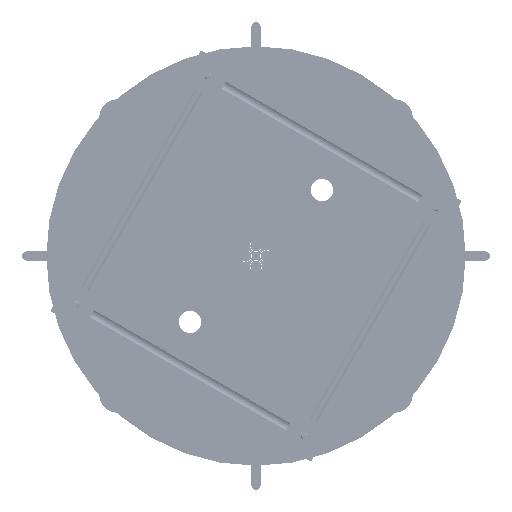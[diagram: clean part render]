
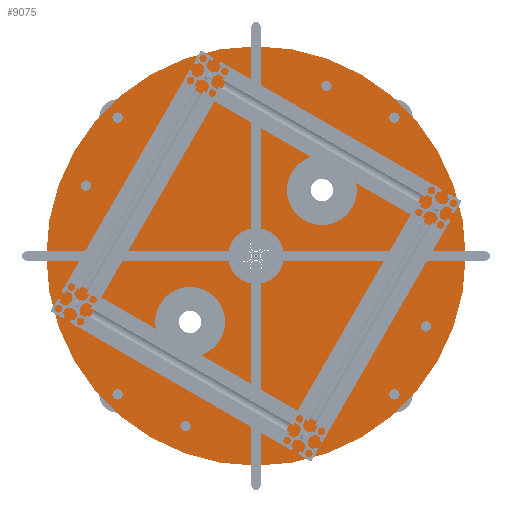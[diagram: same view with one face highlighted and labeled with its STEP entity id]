
A CAD part, front view. The second image highlights one B-rep face of the part: STEP entity #9075.
In plain terms, the highlighted planar face has unit normal (0, -1, 0).
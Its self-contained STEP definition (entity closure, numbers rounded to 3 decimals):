
#950=FACE_BOUND('',#2282,.T.);
#951=FACE_BOUND('',#2283,.T.);
#952=FACE_BOUND('',#2284,.T.);
#953=FACE_BOUND('',#2285,.T.);
#954=FACE_BOUND('',#2286,.T.);
#955=FACE_BOUND('',#2287,.T.);
#956=FACE_BOUND('',#2288,.T.);
#957=FACE_BOUND('',#2289,.T.);
#958=FACE_BOUND('',#2290,.T.);
#959=FACE_BOUND('',#2291,.T.);
#960=FACE_BOUND('',#2292,.T.);
#961=FACE_BOUND('',#2293,.T.);
#962=FACE_BOUND('',#2294,.T.);
#963=FACE_BOUND('',#2295,.T.);
#964=FACE_BOUND('',#2296,.T.);
#1173=PLANE('',#10294);
#1607=FACE_OUTER_BOUND('',#2281,.T.);
#2281=EDGE_LOOP('',(#7904));
#2282=EDGE_LOOP('',(#7905));
#2283=EDGE_LOOP('',(#7906));
#2284=EDGE_LOOP('',(#7907));
#2285=EDGE_LOOP('',(#7908));
#2286=EDGE_LOOP('',(#7909));
#2287=EDGE_LOOP('',(#7910));
#2288=EDGE_LOOP('',(#7911));
#2289=EDGE_LOOP('',(#7912));
#2290=EDGE_LOOP('',(#7913));
#2291=EDGE_LOOP('',(#7914));
#2292=EDGE_LOOP('',(#7915));
#2293=EDGE_LOOP('',(#7916));
#2294=EDGE_LOOP('',(#7917));
#2295=EDGE_LOOP('',(#7918));
#2296=EDGE_LOOP('',(#7919));
#3901=CIRCLE('',#10256,5.137);
#3902=CIRCLE('',#10258,4.4);
#3905=CIRCLE('',#10262,28.5);
#3915=CIRCLE('',#10279,28.5);
#3924=CIRCLE('',#10295,225.);
#3925=CIRCLE('',#10296,4.4);
#3926=CIRCLE('',#10297,4.4);
#3927=CIRCLE('',#10298,4.4);
#3928=CIRCLE('',#10299,5.137);
#3929=CIRCLE('',#10300,5.137);
#3930=CIRCLE('',#10301,5.137);
#3931=CIRCLE('',#10302,20.6);
#3932=CIRCLE('',#10303,5.5);
#3933=CIRCLE('',#10304,5.5);
#3934=CIRCLE('',#10305,5.5);
#3935=CIRCLE('',#10306,5.5);
#4588=VERTEX_POINT('',#19380);
#4589=VERTEX_POINT('',#19384);
#4593=VERTEX_POINT('',#19393);
#4603=VERTEX_POINT('',#19425);
#4611=VERTEX_POINT('',#19454);
#4612=VERTEX_POINT('',#19456);
#4613=VERTEX_POINT('',#19458);
#4614=VERTEX_POINT('',#19460);
#4615=VERTEX_POINT('',#19462);
#4616=VERTEX_POINT('',#19464);
#4617=VERTEX_POINT('',#19466);
#4618=VERTEX_POINT('',#19468);
#4619=VERTEX_POINT('',#19470);
#4620=VERTEX_POINT('',#19472);
#4621=VERTEX_POINT('',#19474);
#4622=VERTEX_POINT('',#19476);
#5701=EDGE_CURVE('',#4588,#4588,#3901,.T.);
#5702=EDGE_CURVE('',#4589,#4589,#3902,.T.);
#5707=EDGE_CURVE('',#4593,#4593,#3905,.F.);
#5722=EDGE_CURVE('',#4603,#4603,#3915,.F.);
#5735=EDGE_CURVE('',#4611,#4611,#3924,.T.);
#5736=EDGE_CURVE('',#4612,#4612,#3925,.T.);
#5737=EDGE_CURVE('',#4613,#4613,#3926,.T.);
#5738=EDGE_CURVE('',#4614,#4614,#3927,.T.);
#5739=EDGE_CURVE('',#4615,#4615,#3928,.T.);
#5740=EDGE_CURVE('',#4616,#4616,#3929,.T.);
#5741=EDGE_CURVE('',#4617,#4617,#3930,.T.);
#5742=EDGE_CURVE('',#4618,#4618,#3931,.T.);
#5743=EDGE_CURVE('',#4619,#4619,#3932,.F.);
#5744=EDGE_CURVE('',#4620,#4620,#3933,.F.);
#5745=EDGE_CURVE('',#4621,#4621,#3934,.F.);
#5746=EDGE_CURVE('',#4622,#4622,#3935,.F.);
#7904=ORIENTED_EDGE('',*,*,#5735,.T.);
#7905=ORIENTED_EDGE('',*,*,#5736,.T.);
#7906=ORIENTED_EDGE('',*,*,#5737,.T.);
#7907=ORIENTED_EDGE('',*,*,#5738,.T.);
#7908=ORIENTED_EDGE('',*,*,#5739,.T.);
#7909=ORIENTED_EDGE('',*,*,#5740,.T.);
#7910=ORIENTED_EDGE('',*,*,#5741,.T.);
#7911=ORIENTED_EDGE('',*,*,#5701,.T.);
#7912=ORIENTED_EDGE('',*,*,#5702,.T.);
#7913=ORIENTED_EDGE('',*,*,#5742,.F.);
#7914=ORIENTED_EDGE('',*,*,#5707,.T.);
#7915=ORIENTED_EDGE('',*,*,#5722,.T.);
#7916=ORIENTED_EDGE('',*,*,#5743,.T.);
#7917=ORIENTED_EDGE('',*,*,#5744,.T.);
#7918=ORIENTED_EDGE('',*,*,#5745,.T.);
#7919=ORIENTED_EDGE('',*,*,#5746,.T.);
#9075=ADVANCED_FACE('',(#1607,#950,#951,#952,#953,#954,#955,#956,#957,#958,
#959,#960,#961,#962,#963,#964),#1173,.T.);
#10256=AXIS2_PLACEMENT_3D('',#19382,#12556,#12557);
#10258=AXIS2_PLACEMENT_3D('',#19385,#12560,#12561);
#10262=AXIS2_PLACEMENT_3D('',#19395,#12570,#12571);
#10279=AXIS2_PLACEMENT_3D('',#19427,#12609,#12610);
#10294=AXIS2_PLACEMENT_3D('',#19453,#12643,#12644);
#10295=AXIS2_PLACEMENT_3D('',#19455,#12645,#12646);
#10296=AXIS2_PLACEMENT_3D('',#19457,#12647,#12648);
#10297=AXIS2_PLACEMENT_3D('',#19459,#12649,#12650);
#10298=AXIS2_PLACEMENT_3D('',#19461,#12651,#12652);
#10299=AXIS2_PLACEMENT_3D('',#19463,#12653,#12654);
#10300=AXIS2_PLACEMENT_3D('',#19465,#12655,#12656);
#10301=AXIS2_PLACEMENT_3D('',#19467,#12657,#12658);
#10302=AXIS2_PLACEMENT_3D('',#19469,#12659,#12660);
#10303=AXIS2_PLACEMENT_3D('',#19471,#12661,#12662);
#10304=AXIS2_PLACEMENT_3D('',#19473,#12663,#12664);
#10305=AXIS2_PLACEMENT_3D('',#19475,#12665,#12666);
#10306=AXIS2_PLACEMENT_3D('',#19477,#12667,#12668);
#12556=DIRECTION('center_axis',(0.,1.,0.));
#12557=DIRECTION('ref_axis',(-1.,0.,0.));
#12560=DIRECTION('center_axis',(0.,1.,0.));
#12561=DIRECTION('ref_axis',(-1.,0.,0.));
#12570=DIRECTION('center_axis',(0.,-1.,0.));
#12571=DIRECTION('ref_axis',(-1.,0.,0.));
#12609=DIRECTION('center_axis',(0.,-1.,0.));
#12610=DIRECTION('ref_axis',(1.,0.,0.));
#12643=DIRECTION('center_axis',(0.,-1.,0.));
#12644=DIRECTION('ref_axis',(0.,0.,-1.));
#12645=DIRECTION('center_axis',(0.,-1.,0.));
#12646=DIRECTION('ref_axis',(1.,0.,0.));
#12647=DIRECTION('center_axis',(0.,1.,0.));
#12648=DIRECTION('ref_axis',(0.,0.,
-1.));
#12649=DIRECTION('center_axis',(0.,1.,0.));
#12650=DIRECTION('ref_axis',(1.,0.,0.));
#12651=DIRECTION('center_axis',(0.,1.,0.));
#12652=DIRECTION('ref_axis',(0.,0.,
1.));
#12653=DIRECTION('center_axis',(0.,1.,0.));
#12654=DIRECTION('ref_axis',(0.,0.,-1.));
#12655=DIRECTION('center_axis',(0.,1.,0.));
#12656=DIRECTION('ref_axis',(1.,0.,0.));
#12657=DIRECTION('center_axis',(0.,1.,0.));
#12658=DIRECTION('ref_axis',(0.,0.,1.));
#12659=DIRECTION('center_axis',(0.,-1.,0.));
#12660=DIRECTION('ref_axis',(1.,0.,0.));
#12661=DIRECTION('center_axis',(0.,-1.,0.));
#12662=DIRECTION('ref_axis',(1.,0.,0.));
#12663=DIRECTION('center_axis',(0.,-1.,0.));
#12664=DIRECTION('ref_axis',(0.,0.,-1.));
#12665=DIRECTION('center_axis',(0.,-1.,0.));
#12666=DIRECTION('ref_axis',(-1.,0.,0.));
#12667=DIRECTION('center_axis',(0.,-1.,0.));
#12668=DIRECTION('ref_axis',(0.,0.,1.));
#19380=CARTESIAN_POINT('',(187.603,-18.,-75.58));
#19382=CARTESIAN_POINT('Origin',(182.466,-18.,-75.58));
#19384=CARTESIAN_POINT('',(-47.364,-18.,193.185));
#19385=CARTESIAN_POINT('Origin',(-51.764,-18.,193.185));
#19393=CARTESIAN_POINT('',(-42.211,-18.,-70.711));
#19395=CARTESIAN_POINT('Origin',(-70.711,-18.,-70.711));
#19425=CARTESIAN_POINT('',(42.211,-18.,70.711));
#19427=CARTESIAN_POINT('Origin',(70.711,-18.,70.711));
#19453=CARTESIAN_POINT('Origin',(0.,-18.,0.));
#19454=CARTESIAN_POINT('',(-225.,-18.,0.));
#19455=CARTESIAN_POINT('Origin',(0.,-18.,0.));
#19456=CARTESIAN_POINT('',(-193.185,-18.,-47.364));
#19457=CARTESIAN_POINT('Origin',(-193.185,-18.,-51.764));
#19458=CARTESIAN_POINT('',(47.364,-18.,-193.185));
#19459=CARTESIAN_POINT('Origin',(51.764,-18.,-193.185));
#19460=CARTESIAN_POINT('',(193.185,-18.,47.364));
#19461=CARTESIAN_POINT('Origin',(193.185,-18.,51.764));
#19462=CARTESIAN_POINT('',(75.58,-18.,187.603));
#19463=CARTESIAN_POINT('Origin',(75.58,-18.,182.466));
#19464=CARTESIAN_POINT('',(-187.603,-18.,75.58));
#19465=CARTESIAN_POINT('Origin',(-182.466,-18.,75.58));
#19466=CARTESIAN_POINT('',(-75.58,-18.,-187.603));
#19467=CARTESIAN_POINT('Origin',(-75.58,-18.,-182.466));
#19468=CARTESIAN_POINT('',(-20.6,-18.,0.));
#19469=CARTESIAN_POINT('Origin',(0.,-18.,0.));
#19470=CARTESIAN_POINT('',(142.992,-18.,148.492));
#19471=CARTESIAN_POINT('Origin',(148.492,-18.,148.492));
#19472=CARTESIAN_POINT('',(148.492,-18.,-142.992));
#19473=CARTESIAN_POINT('Origin',(148.492,-18.,-148.492));
#19474=CARTESIAN_POINT('',(-142.992,-18.,-148.492));
#19475=CARTESIAN_POINT('Origin',(-148.492,-18.,-148.492));
#19476=CARTESIAN_POINT('',(-148.492,-18.,142.992));
#19477=CARTESIAN_POINT('Origin',(-148.492,-18.,148.492));
